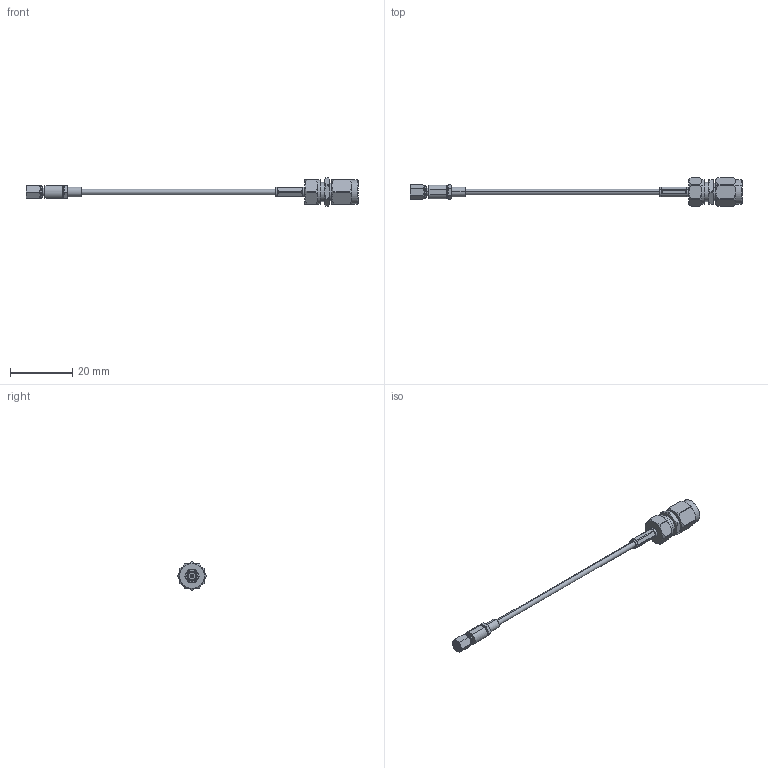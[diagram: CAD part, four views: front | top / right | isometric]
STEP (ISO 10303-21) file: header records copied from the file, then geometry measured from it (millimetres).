
FILE_DESCRIPTION (( 'STEP AP214' ), '1' );
FILE_NAME ('PE3C4391.step', '2020-04-20T19:59:04', ( '' ), ( '' ), 'SwSTEP 2.0', 'SolidWorks 2018', '' );
FILE_SCHEMA (( 'AUTOMOTIVE_DESIGN' ));
Products named in the file (4): PE45367___; PE4398; RG178BU_3"; PE3C4391
Assembly tree (3 placements, depth 2):
  PE3C4391
    RG178BU_3"
    PE45367___
    PE4398
Bounding box: 106.53 x 9.05 x 9.05 mm (x, y, z)
Volume: 1075.6 mm3; surface area: 1940.1 mm2
Topology: 4 solids, 4 shells, 4925 faces, 10160 edges, 5272 vertices
Faces by surface type: bspline 3686, cylinder 1073, plane 83, cone 79, torus 4
Entity records: 212004 total; most frequent: CARTESIAN_POINT 150096, ORIENTED_EDGE 20320, EDGE_CURVE 10160, VERTEX_POINT 5272, EDGE_LOOP 4958, FACE_OUTER_BOUND 4925, ADVANCED_FACE 4925, B_SPLINE_CURVE_WITH_KNOTS 3984
